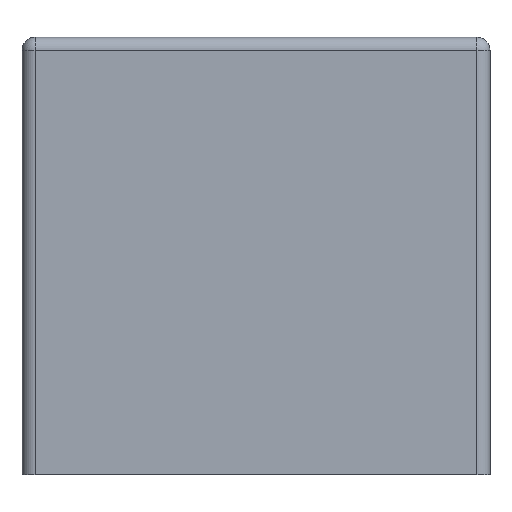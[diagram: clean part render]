
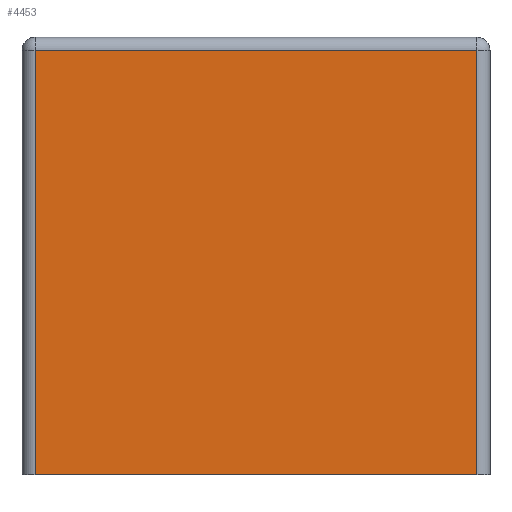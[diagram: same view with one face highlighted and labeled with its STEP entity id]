
A CAD part, left-side view. The second image highlights one B-rep face of the part: STEP entity #4453.
In plain terms, the highlighted planar face has unit normal (-1, 0, 0).
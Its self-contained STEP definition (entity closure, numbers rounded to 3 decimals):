
#4414=CARTESIAN_POINT('Axis2P3D Location',(0.,0.,100.)) ;
#4419=CARTESIAN_POINT('Line Origine',(0.,3.,48.5)) ;
#4423=CARTESIAN_POINT('Vertex',(0.,3.,0.)) ;
#4425=CARTESIAN_POINT('Vertex',(0.,3.,97.)) ;
#4428=CARTESIAN_POINT('Line Origine',(0.,53.5,97.)) ;
#4432=CARTESIAN_POINT('Vertex',(0.,104.,97.)) ;
#4435=CARTESIAN_POINT('Line Origine',(0.,104.,48.5)) ;
#4439=CARTESIAN_POINT('Vertex',(0.,104.,0.)) ;
#4442=CARTESIAN_POINT('Line Origine',(0.,53.5,0.)) ;
#4415=DIRECTION('Axis2P3D Direction',(1.,0.,-0.)) ;
#4416=DIRECTION('Axis2P3D XDirection',(-0.,0.,-1.)) ;
#4420=DIRECTION('Vector Direction',(0.,0.,-1.)) ;
#4429=DIRECTION('Vector Direction',(0.,1.,0.)) ;
#4436=DIRECTION('Vector Direction',(0.,0.,-1.)) ;
#4443=DIRECTION('Vector Direction',(0.,1.,0.)) ;
#4417=AXIS2_PLACEMENT_3D('Plane Axis2P3D',#4414,#4415,#4416) ;
#4448=ORIENTED_EDGE('',*,*,#4427,.T.) ;
#4449=ORIENTED_EDGE('',*,*,#4434,.T.) ;
#4450=ORIENTED_EDGE('',*,*,#4441,.T.) ;
#4451=ORIENTED_EDGE('',*,*,#4446,.F.) ;
#4421=VECTOR('Line Direction',#4420,1.) ;
#4430=VECTOR('Line Direction',#4429,1.) ;
#4437=VECTOR('Line Direction',#4436,1.) ;
#4444=VECTOR('Line Direction',#4443,1.) ;
#4453=ADVANCED_FACE('\X2\96F64EF651E04F554F53\X0\',(#4452),#4418,.F.) ;
#4427=EDGE_CURVE('',#4424,#4426,#4422,.F.) ;
#4434=EDGE_CURVE('',#4426,#4433,#4431,.T.) ;
#4441=EDGE_CURVE('',#4433,#4440,#4438,.T.) ;
#4446=EDGE_CURVE('',#4424,#4440,#4445,.T.) ;
#4447=EDGE_LOOP('',(#4448,#4449,#4450,#4451)) ;
#4452=FACE_OUTER_BOUND('',#4447,.T.) ;
#4422=LINE('Line',#4419,#4421) ;
#4431=LINE('Line',#4428,#4430) ;
#4438=LINE('Line',#4435,#4437) ;
#4445=LINE('Line',#4442,#4444) ;
#4418=PLANE('Plane',#4417) ;
#4424=VERTEX_POINT('',#4423) ;
#4426=VERTEX_POINT('',#4425) ;
#4433=VERTEX_POINT('',#4432) ;
#4440=VERTEX_POINT('',#4439) ;
